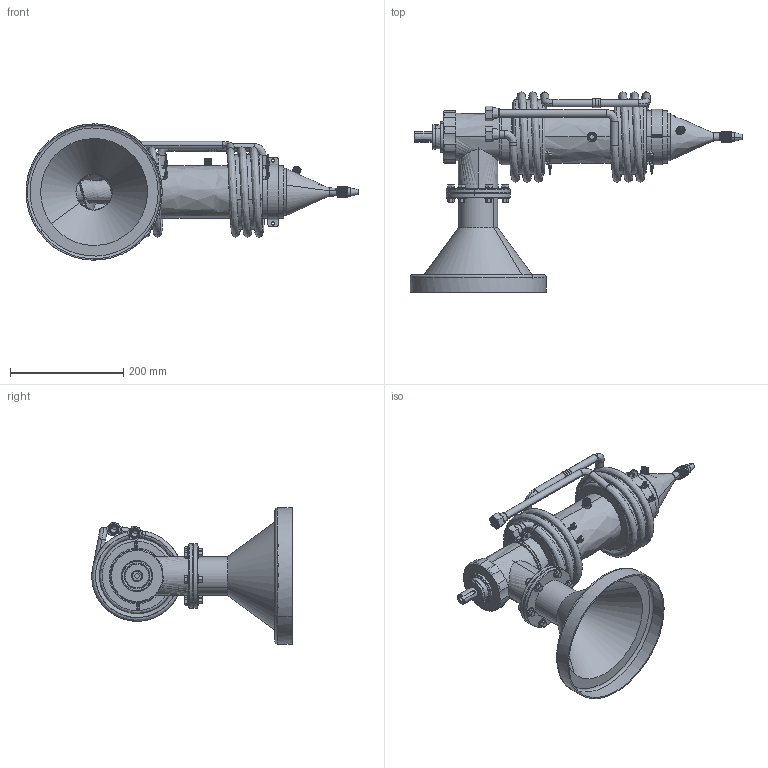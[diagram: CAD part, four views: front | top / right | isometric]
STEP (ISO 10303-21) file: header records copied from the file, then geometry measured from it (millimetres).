
FILE_DESCRIPTION(('FreeCAD Model'),'2;1');
FILE_NAME('Open CASCADE Shape Model','2025-05-03T22:09:43',('FreeCAD'),( 'FreeCAD'),'Open CASCADE STEP processor 7.6','FreeCAD','Unknown');
FILE_SCHEMA(('AUTOMOTIVE_DESIGN { 1 0 10303 214 1 1 1 1 }'));
Products named in the file (1): Open CASCADE STEP translator 7.6 1
Bounding box: 586.28 x 353.99 x 240.55 mm (x, y, z)
Volume: 2299697.7 mm3; surface area: 1191974.9 mm2
Topology: 47 solids, 47 shells, 1231 faces, 2957 edges, 1831 vertices
Faces by surface type: bspline 1231
Entity records: 231982 total; most frequent: CARTESIAN_POINT 215116, ORIENTED_EDGE 5914, EDGE_CURVE 2957, VERTEX_POINT 1831, B_SPLINE_CURVE_WITH_KNOTS 1719, FACE_BOUND 1360, EDGE_LOOP 1360, ADVANCED_FACE 1231
